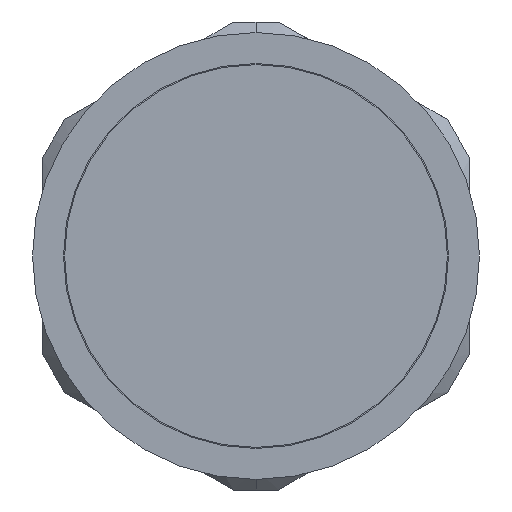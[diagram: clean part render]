
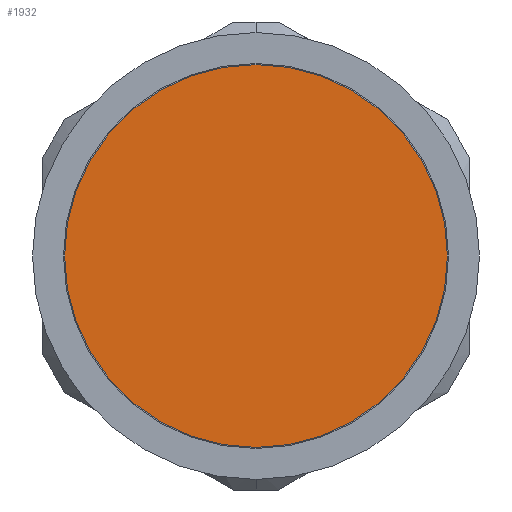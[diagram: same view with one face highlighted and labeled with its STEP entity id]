
A CAD part, front view. The second image highlights one B-rep face of the part: STEP entity #1932.
In plain terms, the highlighted planar face has unit normal (0, -1, 0).
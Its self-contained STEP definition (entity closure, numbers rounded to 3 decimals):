
#5=CARTESIAN_POINT('',(0.,-19.9,0.));
#6=DIRECTION('',(0.,-1.,0.));
#7=DIRECTION('',(0.,0.,-1.));
#8=AXIS2_PLACEMENT_3D('',#5,#6,#7);
#14=CARTESIAN_POINT('',(0.,-19.9,0.));
#15=DIRECTION('',(0.,1.,0.));
#16=DIRECTION('',(0.,0.,-1.));
#17=AXIS2_PLACEMENT_3D('',#14,#15,#16);
#1837=CARTESIAN_POINT('',(0.,-19.9,-8.95));
#1839=VERTEX_POINT('',#1837);
#1847=CARTESIAN_POINT('',(0.,-19.9,8.95));
#1849=VERTEX_POINT('',#1847);
#1921=CARTESIAN_POINT('',(0.,-19.9,0.));
#1922=DIRECTION('',(0.,1.,0.));
#1923=DIRECTION('',(0.,0.,-1.));
#1924=AXIS2_PLACEMENT_3D('',#1921,#1922,#1923);
#1925=PLANE('',#1924);
#1927=ORIENTED_EDGE('',*,*,#1926,.F.);
#1929=ORIENTED_EDGE('',*,*,#1928,.T.);
#1930=EDGE_LOOP('',(#1927,#1929));
#1931=FACE_OUTER_BOUND('',#1930,.F.);
#9=CIRCLE('',#8,8.95);
#18=CIRCLE('',#17,8.95);
#1926=EDGE_CURVE('',#1839,#1849,#9,.T.);
#1928=EDGE_CURVE('',#1839,#1849,#18,.T.);
#1932=ADVANCED_FACE('',(#1931),#1925,.F.);
